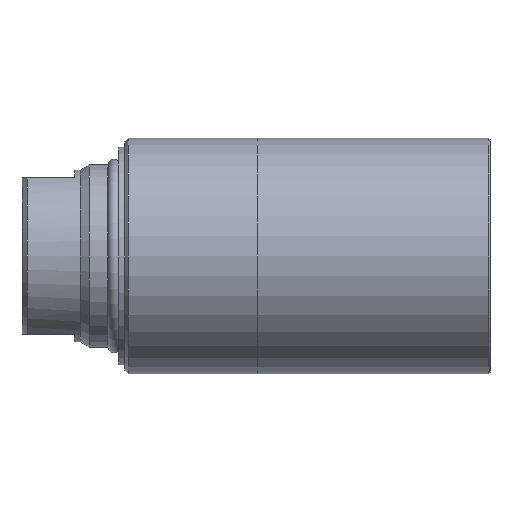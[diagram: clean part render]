
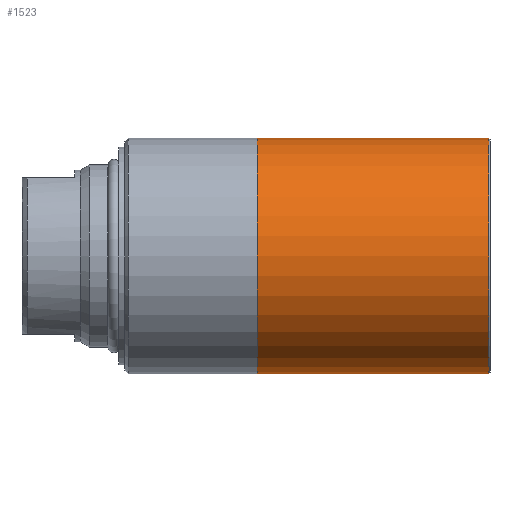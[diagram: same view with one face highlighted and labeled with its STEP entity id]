
A CAD part, front view. The second image highlights one B-rep face of the part: STEP entity #1523.
In plain terms, the highlighted cylindrical face has radius 22.631 mm (diameter 45.263 mm), a full revolution.
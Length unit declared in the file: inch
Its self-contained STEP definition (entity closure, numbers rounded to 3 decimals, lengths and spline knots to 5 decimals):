
#329=FACE_BOUND($,#537,.T.);
#423=FACE_OUTER_BOUND($,#536,.T.);
#536=EDGE_LOOP($,(#1382));
#537=EDGE_LOOP($,(#1383));
#560=CIRCLE($,#1540,0.891);
#642=CIRCLE($,#1704,0.891);
#649=VERTEX_POINT($,#2185);
#791=VERTEX_POINT($,#2667);
#798=EDGE_CURVE($,#649,#649,#560,.T.);
#1000=EDGE_CURVE($,#791,#791,#642,.T.);
#1382=ORIENTED_EDGE($,*,*,#798,.T.);
#1383=ORIENTED_EDGE($,*,*,#1000,.F.);
#1436=CYLINDRICAL_SURFACE($,#1703,0.891);
#1523=ADVANCED_FACE($,(#423,#329),#1436,.T.);
#1540=AXIS2_PLACEMENT_3D($,#2186,#1727,#1728);
#1703=AXIS2_PLACEMENT_3D($,#2666,#2145,#2146);
#1704=AXIS2_PLACEMENT_3D($,#2668,#2147,#2148);
#1727=DIRECTION('center_axis',(1.,0.,0.));
#1728=DIRECTION('ref_axis',(0.,1.,0.));
#2145=DIRECTION('center_axis',(1.,0.,0.));
#2146=DIRECTION('ref_axis',(0.,1.,0.));
#2147=DIRECTION('center_axis',(1.,0.,0.));
#2148=DIRECTION('ref_axis',(0.,1.,0.));
#2185=CARTESIAN_POINT('',(1.778,-0.891,0.));
#2186=CARTESIAN_POINT('Origin',(1.778,0.,0.));
#2666=CARTESIAN_POINT('Origin',(2.1655,0.,0.));
#2667=CARTESIAN_POINT('',(3.528,0.891,0.));
#2668=CARTESIAN_POINT('Origin',(3.528,0.,0.));
